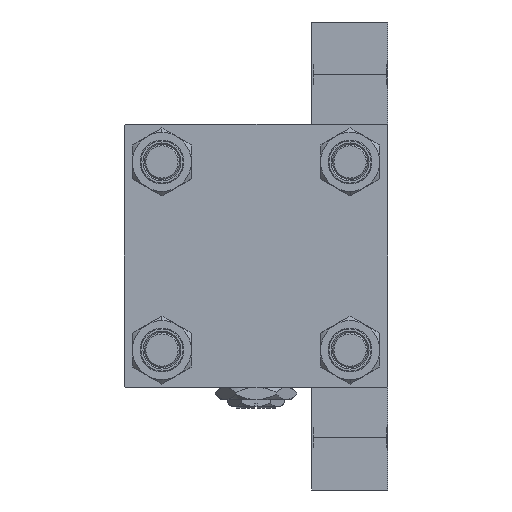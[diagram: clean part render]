
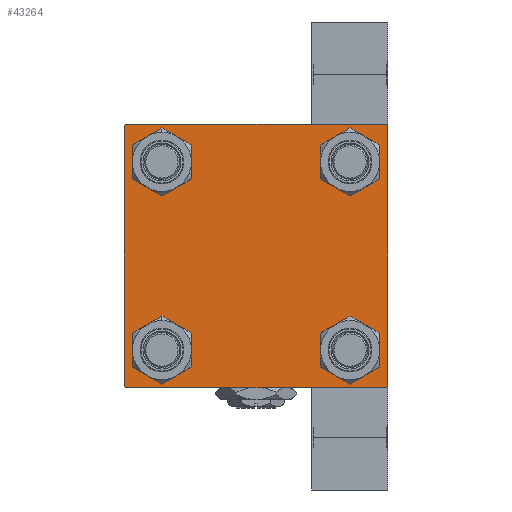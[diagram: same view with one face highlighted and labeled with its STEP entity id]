
A CAD part, left-side view. The second image highlights one B-rep face of the part: STEP entity #43264.
In plain terms, the highlighted planar face has unit normal (-1, 0, 0).
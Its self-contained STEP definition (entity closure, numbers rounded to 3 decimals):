
#18 = CARTESIAN_POINT ( 'NONE',  ( 0., 45., 45. ) ) ;
#677 = FACE_BOUND ( 'NONE', #46442, .T. ) ;
#1409 = LINE ( 'NONE', #17111, #40431 ) ;
#1415 = EDGE_CURVE ( 'NONE', #23925, #10844, #14410, .T. ) ;
#1443 = CARTESIAN_POINT ( 'NONE',  ( 0., -45., -44.5 ) ) ;
#1451 = EDGE_CURVE ( 'NONE', #6659, #33988, #48388, .T. ) ;
#1571 = VERTEX_POINT ( 'NONE', #15439 ) ;
#1790 = CIRCLE ( 'NONE', #46191, 6.5 ) ;
#1975 = EDGE_CURVE ( 'NONE', #17956, #50771, #5639, .T. ) ;
#2001 = VECTOR ( 'NONE', #5731, 1000. ) ;
#2306 = AXIS2_PLACEMENT_3D ( 'NONE', #21786, #17667, #37228 ) ;
#2851 = ORIENTED_EDGE ( 'NONE', *, *, #3323, .T. ) ;
#3194 = VECTOR ( 'NONE', #19055, 1000. ) ;
#3323 = EDGE_CURVE ( 'NONE', #19394, #5943, #14656, .T. ) ;
#4084 = CARTESIAN_POINT ( 'NONE',  ( 0., 32.15, -32.15 ) ) ;
#4104 = DIRECTION ( 'NONE',  ( 0., 0., 1. ) ) ;
#4198 = EDGE_CURVE ( 'NONE', #34370, #27816, #36985, .T. ) ;
#4342 = DIRECTION ( 'NONE',  ( 0., 0., 1. ) ) ;
#4355 = CARTESIAN_POINT ( 'NONE',  ( 0., -32.15, -32.15 ) ) ;
#4383 = DIRECTION ( 'NONE',  ( 0., 0., -1. ) ) ;
#4633 = ORIENTED_EDGE ( 'NONE', *, *, #14175, .T. ) ;
#4740 = LINE ( 'NONE', #44642, #39680 ) ;
#5173 = DIRECTION ( 'NONE',  ( 0., 0., 1. ) ) ;
#5639 = CIRCLE ( 'NONE', #26204, 6.5 ) ;
#5731 = DIRECTION ( 'NONE',  ( 0., -0.707, -0.707 ) ) ;
#5943 = VERTEX_POINT ( 'NONE', #24217 ) ;
#5944 = CARTESIAN_POINT ( 'NONE',  ( 0., 32.15, 32.15 ) ) ;
#5949 = ORIENTED_EDGE ( 'NONE', *, *, #12530, .T. ) ;
#6659 = VERTEX_POINT ( 'NONE', #49655 ) ;
#7546 = EDGE_LOOP ( 'NONE', ( #20513, #19288 ) ) ;
#7730 = VERTEX_POINT ( 'NONE', #1443 ) ;
#7779 = CARTESIAN_POINT ( 'NONE',  ( 0., 32.15, 32.15 ) ) ;
#7908 = FACE_BOUND ( 'NONE', #18605, .T. ) ;
#8068 = CARTESIAN_POINT ( 'NONE',  ( 0., 45., -44.5 ) ) ;
#8819 = EDGE_CURVE ( 'NONE', #1571, #7730, #40371, .T. ) ;
#10844 = VERTEX_POINT ( 'NONE', #15838 ) ;
#12530 = EDGE_CURVE ( 'NONE', #5943, #19394, #1790, .T. ) ;
#13391 = CARTESIAN_POINT ( 'NONE',  ( 0., -32.15, -25.65 ) ) ;
#13634 = ORIENTED_EDGE ( 'NONE', *, *, #44055, .T. ) ;
#13933 = VECTOR ( 'NONE', #17153, 1000. ) ;
#14175 = EDGE_CURVE ( 'NONE', #30427, #7730, #4740, .T. ) ;
#14410 = LINE ( 'NONE', #38358, #3194 ) ;
#14656 = CIRCLE ( 'NONE', #2306, 6.5 ) ;
#14744 = AXIS2_PLACEMENT_3D ( 'NONE', #4355, #23912, #4104 ) ;
#15228 = ORIENTED_EDGE ( 'NONE', *, *, #28141, .T. ) ;
#15439 = CARTESIAN_POINT ( 'NONE',  ( 0., -45., 44.5 ) ) ;
#15838 = CARTESIAN_POINT ( 'NONE',  ( 0., -44.5, 45. ) ) ;
#15948 = EDGE_CURVE ( 'NONE', #1571, #10844, #1409, .T. ) ;
#16888 = ORIENTED_EDGE ( 'NONE', *, *, #43000, .T. ) ;
#17075 = CARTESIAN_POINT ( 'NONE',  ( 0., -32.15, 32.15 ) ) ;
#17111 = CARTESIAN_POINT ( 'NONE',  ( 0., -44.75, 44.75 ) ) ;
#17153 = DIRECTION ( 'NONE',  ( 0., -1., 0. ) ) ;
#17162 = CARTESIAN_POINT ( 'NONE',  ( 0., 32.15, 25.65 ) ) ;
#17168 = AXIS2_PLACEMENT_3D ( 'NONE', #17075, #32771, #17839 ) ;
#17196 = DIRECTION ( 'NONE',  ( 0., 0., -1. ) ) ;
#17443 = EDGE_CURVE ( 'NONE', #50771, #17956, #39676, .T. ) ;
#17667 = DIRECTION ( 'NONE',  ( 1., 0., 0. ) ) ;
#17814 = CARTESIAN_POINT ( 'NONE',  ( 0., -44.5, -45. ) ) ;
#17839 = DIRECTION ( 'NONE',  ( 0., 0., 1. ) ) ;
#17954 = VECTOR ( 'NONE', #4383, 1000. ) ;
#17956 = VERTEX_POINT ( 'NONE', #17162 ) ;
#18604 = DIRECTION ( 'NONE',  ( 1., 0., 0. ) ) ;
#18605 = EDGE_LOOP ( 'NONE', ( #16888, #47420 ) ) ;
#19055 = DIRECTION ( 'NONE',  ( 0., -1., 0. ) ) ;
#19288 = ORIENTED_EDGE ( 'NONE', *, *, #1975, .T. ) ;
#19394 = VERTEX_POINT ( 'NONE', #19739 ) ;
#19739 = CARTESIAN_POINT ( 'NONE',  ( 0., 32.15, -38.65 ) ) ;
#19801 = DIRECTION ( 'NONE',  ( 0., 0., 1. ) ) ;
#19813 = CARTESIAN_POINT ( 'NONE',  ( 0., -32.15, 32.15 ) ) ;
#20513 = ORIENTED_EDGE ( 'NONE', *, *, #17443, .T. ) ;
#21267 = CARTESIAN_POINT ( 'NONE',  ( 0., 44.75, 44.75 ) ) ;
#21572 = EDGE_CURVE ( 'NONE', #27816, #35557, #41008, .T. ) ;
#21738 = CARTESIAN_POINT ( 'NONE',  ( 0., 44.5, -45. ) ) ;
#21786 = CARTESIAN_POINT ( 'NONE',  ( 0., 32.15, -32.15 ) ) ;
#22037 = LINE ( 'NONE', #36715, #13933 ) ;
#22174 = AXIS2_PLACEMENT_3D ( 'NONE', #35950, #23852, #40317 ) ;
#22908 = EDGE_CURVE ( 'NONE', #26893, #40171, #34165, .T. ) ;
#23659 = DIRECTION ( 'NONE',  ( 1., 0., 0. ) ) ;
#23852 = DIRECTION ( 'NONE',  ( -1., 0., 0. ) ) ;
#23912 = DIRECTION ( 'NONE',  ( 1., 0., 0. ) ) ;
#23925 = VERTEX_POINT ( 'NONE', #43051 ) ;
#23934 = CARTESIAN_POINT ( 'NONE',  ( 0., -32.15, 25.65 ) ) ;
#24217 = CARTESIAN_POINT ( 'NONE',  ( 0., 32.15, -25.65 ) ) ;
#24826 = DIRECTION ( 'NONE',  ( 0., 0.707, 0.707 ) ) ;
#26204 = AXIS2_PLACEMENT_3D ( 'NONE', #7779, #18604, #37919 ) ;
#26893 = VERTEX_POINT ( 'NONE', #32427 ) ;
#27816 = VERTEX_POINT ( 'NONE', #8068 ) ;
#28141 = EDGE_CURVE ( 'NONE', #23925, #34370, #36464, .T. ) ;
#28223 = FACE_OUTER_BOUND ( 'NONE', #28469, .T. ) ;
#28281 = DIRECTION ( 'NONE',  ( 0., 0., 1. ) ) ;
#28469 = EDGE_LOOP ( 'NONE', ( #32354, #32855, #13634, #4633, #29060, #31238, #36992, #15228 ) ) ;
#28475 = FACE_BOUND ( 'NONE', #33846, .T. ) ;
#29060 = ORIENTED_EDGE ( 'NONE', *, *, #8819, .F. ) ;
#29194 = DIRECTION ( 'NONE',  ( 0., -0.707, 0.707 ) ) ;
#29231 = ORIENTED_EDGE ( 'NONE', *, *, #41339, .T. ) ;
#29781 = CARTESIAN_POINT ( 'NONE',  ( 0., 45., 44.5 ) ) ;
#30427 = VERTEX_POINT ( 'NONE', #17814 ) ;
#31199 = CIRCLE ( 'NONE', #14744, 6.5 ) ;
#31238 = ORIENTED_EDGE ( 'NONE', *, *, #15948, .T. ) ;
#31981 = CIRCLE ( 'NONE', #17168, 6.5 ) ;
#32354 = ORIENTED_EDGE ( 'NONE', *, *, #4198, .T. ) ;
#32427 = CARTESIAN_POINT ( 'NONE',  ( 0., -32.15, -38.65 ) ) ;
#32771 = DIRECTION ( 'NONE',  ( 1., 0., 0. ) ) ;
#32855 = ORIENTED_EDGE ( 'NONE', *, *, #21572, .T. ) ;
#33242 = DIRECTION ( 'NONE',  ( 1., 0., 0. ) ) ;
#33846 = EDGE_LOOP ( 'NONE', ( #46618, #29231 ) ) ;
#33988 = VERTEX_POINT ( 'NONE', #23934 ) ;
#34165 = CIRCLE ( 'NONE', #47316, 6.5 ) ;
#34370 = VERTEX_POINT ( 'NONE', #29781 ) ;
#35557 = VERTEX_POINT ( 'NONE', #21738 ) ;
#35950 = CARTESIAN_POINT ( 'NONE',  ( 0., 0., 0. ) ) ;
#36250 = DIRECTION ( 'NONE',  ( 1., 0., 0. ) ) ;
#36464 = LINE ( 'NONE', #21267, #39819 ) ;
#36715 = CARTESIAN_POINT ( 'NONE',  ( 0., 45., -45. ) ) ;
#36985 = LINE ( 'NONE', #18, #17954 ) ;
#36992 = ORIENTED_EDGE ( 'NONE', *, *, #1415, .F. ) ;
#37027 = VECTOR ( 'NONE', #17196, 1000. ) ;
#37228 = DIRECTION ( 'NONE',  ( 0., 0., 1. ) ) ;
#37919 = DIRECTION ( 'NONE',  ( 0., 0., 1. ) ) ;
#38025 = AXIS2_PLACEMENT_3D ( 'NONE', #5944, #33242, #5173 ) ;
#38358 = CARTESIAN_POINT ( 'NONE',  ( 0., 45., 45. ) ) ;
#38552 = AXIS2_PLACEMENT_3D ( 'NONE', #19813, #23659, #28281 ) ;
#38599 = DIRECTION ( 'NONE',  ( 1., 0., 0. ) ) ;
#39676 = CIRCLE ( 'NONE', #38025, 6.5 ) ;
#39680 = VECTOR ( 'NONE', #29194, 1000. ) ;
#39816 = PLANE ( 'NONE',  #22174 ) ;
#39819 = VECTOR ( 'NONE', #48565, 1000. ) ;
#40171 = VERTEX_POINT ( 'NONE', #13391 ) ;
#40317 = DIRECTION ( 'NONE',  ( 0., 0., 1. ) ) ;
#40371 = LINE ( 'NONE', #44491, #37027 ) ;
#40431 = VECTOR ( 'NONE', #24826, 1000. ) ;
#41008 = LINE ( 'NONE', #48477, #2001 ) ;
#41339 = EDGE_CURVE ( 'NONE', #33988, #6659, #31981, .T. ) ;
#43000 = EDGE_CURVE ( 'NONE', #40171, #26893, #31199, .T. ) ;
#43051 = CARTESIAN_POINT ( 'NONE',  ( 0., 44.5, 45. ) ) ;
#43264 = ADVANCED_FACE ( 'NONE', ( #28475, #7908, #677, #48043, #28223 ), #39816, .T. ) ;
#44055 = EDGE_CURVE ( 'NONE', #35557, #30427, #22037, .T. ) ;
#44491 = CARTESIAN_POINT ( 'NONE',  ( 0., -45., 45. ) ) ;
#44642 = CARTESIAN_POINT ( 'NONE',  ( 0., -44.75, -44.75 ) ) ;
#46191 = AXIS2_PLACEMENT_3D ( 'NONE', #4084, #38599, #19801 ) ;
#46442 = EDGE_LOOP ( 'NONE', ( #5949, #2851 ) ) ;
#46618 = ORIENTED_EDGE ( 'NONE', *, *, #1451, .T. ) ;
#47316 = AXIS2_PLACEMENT_3D ( 'NONE', #47841, #36250, #4342 ) ;
#47420 = ORIENTED_EDGE ( 'NONE', *, *, #22908, .T. ) ;
#47841 = CARTESIAN_POINT ( 'NONE',  ( 0., -32.15, -32.15 ) ) ;
#48043 = FACE_BOUND ( 'NONE', #7546, .T. ) ;
#48388 = CIRCLE ( 'NONE', #38552, 6.5 ) ;
#48477 = CARTESIAN_POINT ( 'NONE',  ( 0., 44.75, -44.75 ) ) ;
#48565 = DIRECTION ( 'NONE',  ( 0., 0.707, -0.707 ) ) ;
#49655 = CARTESIAN_POINT ( 'NONE',  ( 0., -32.15, 38.65 ) ) ;
#50765 = CARTESIAN_POINT ( 'NONE',  ( 0., 32.15, 38.65 ) ) ;
#50771 = VERTEX_POINT ( 'NONE', #50765 ) ;
